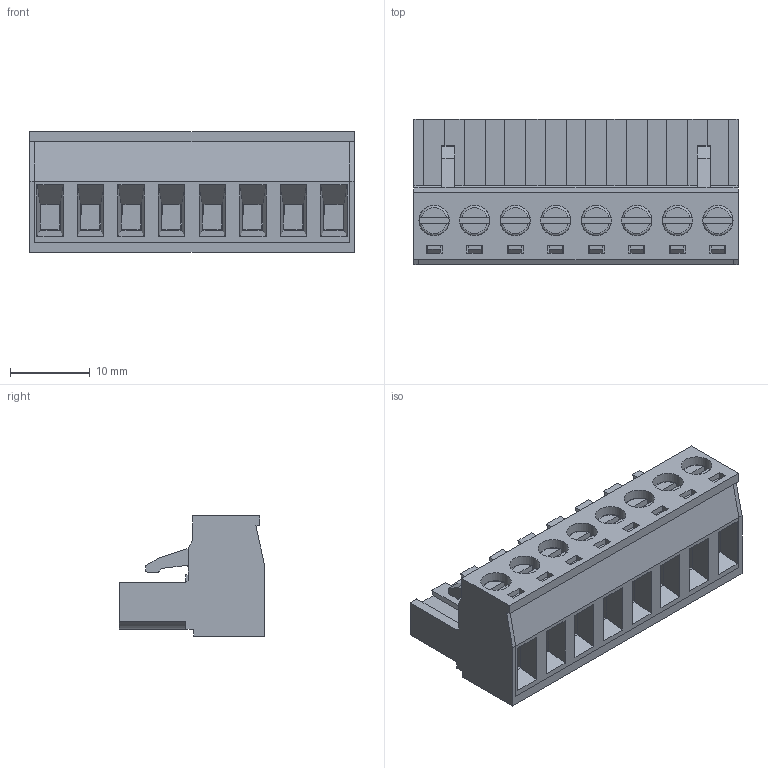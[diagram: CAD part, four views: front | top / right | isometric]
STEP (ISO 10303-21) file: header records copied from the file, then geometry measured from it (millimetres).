
FILE_DESCRIPTION( ( 'Unknown' ), '1' );
FILE_NAME( '691351500008.stp', 'Unknown', ( 'Unknown' ), ( 'Unknown' ), 'PSStep 14.0', 'Unknown', ' ' );
FILE_SCHEMA( ( 'AUTOMOTIVE_DESIGN { 1 0 10303 214 1 1 1 1 }' ) );
Length unit declared in the file: millimetre
Products named in the file (6): Assem1; 6913405000xx_CAGE; 6913405000xx_PIN; 6913405000xx_VISSE; 691340500008; 691340500008_CAPOT
Assembly tree (26 placements, depth 2):
  Assem1
    6913405000xx_CAGE  x8
    6913405000xx_PIN  x8
    6913405000xx_VISSE  x8
    691340500008
    691340500008_CAPOT
Bounding box: 40.64 x 18.2 x 15.1 mm (x, y, z)
Volume: 4803.5 mm3; surface area: 12559.2 mm2
Topology: 26 solids, 26 shells, 1841 faces, 5016 edges, 3274 vertices
Faces by surface type: plane 1361, cylinder 440, torus 24, cone 16
Full cylindrical faces by diameter (mm): 1.5 x8, 2.5 x8, 2.9 x8, 2.95 x8, 3 x8, 3.75 x8, 3.8 x8
Entity records: 38706 total; most frequent: CARTESIAN_POINT 5429, ORIENTED_EDGE 5256, DIRECTION 4926, EDGE_CURVE 2628, LINE 2348, VECTOR 2348, VERTEX_POINT 1736, AXIS2_PLACEMENT_3D 1289
